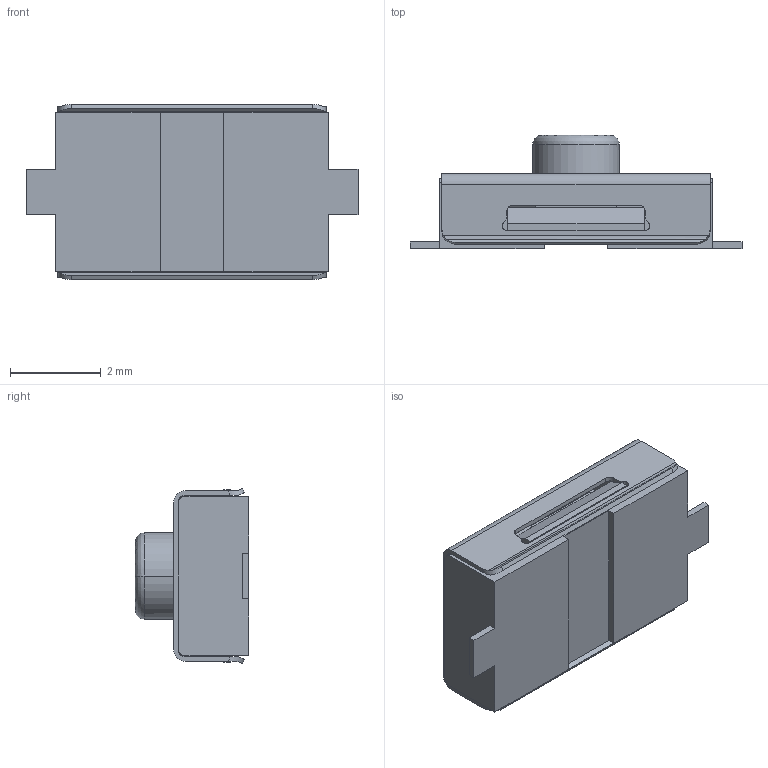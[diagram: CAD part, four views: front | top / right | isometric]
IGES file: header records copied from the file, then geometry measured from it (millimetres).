
Start section:  PTC IGES file: NTC019-BB1G-A160T_3D.igs
Global section: file name: NTC019-BB1G-A160T_3D.igs; native system: Creo Parametric by Parametric Technology Corporation; preprocessor: 2013150; author: Rd-JaneShen; organization: Unknown; date: 20200819.162941; units: millimetre
Bounding box: 7.3 x 2.5 x 3.85 mm (x, y, z)
Volume: 32.5 mm3; surface area: 171.9 mm2
Topology: 2 solids, 3 shells, 182 faces, 506 edges, 328 vertices
Faces by surface type: bspline 114, revolution 68
